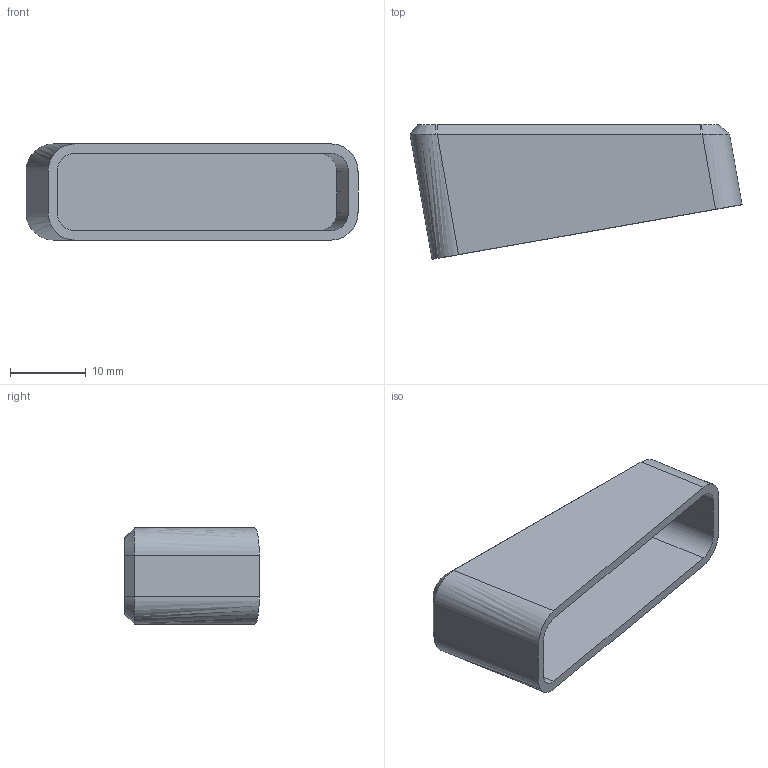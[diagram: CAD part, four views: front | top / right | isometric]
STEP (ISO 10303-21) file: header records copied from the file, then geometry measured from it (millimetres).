
FILE_DESCRIPTION(/* description */ (''),/* implementation_level */ '2;1');
FILE_NAME(/* name */ 'MAG FOLLOWER FINAL.step',/* time_stamp */ '2021-03-01T08:39:05-05:00',/* author */ (''),/* organization */ (''),/* preprocessor_version */ 'ST-DEVELOPER v18.1',/* originating_system */ 'Autodesk Translation Framework v9.7.0.1280',/* authorisation */ '');
FILE_SCHEMA (('AUTOMOTIVE_DESIGN { 1 0 10303 214 3 1 1 }'));
Length unit declared in the file: millimetre
Products named in the file (1): MAG FOLLOWER FINAL
Bounding box: 43.9 x 17.8 x 12.7 mm (x, y, z)
Volume: 3824.7 mm3; surface area: 3295.4 mm2
Topology: 1 solids, 1 shells, 34 faces, 87 edges, 56 vertices
Faces by surface type: plane 16, bspline 14, cylinder 4
Entity records: 1230 total; most frequent: CARTESIAN_POINT 438, ORIENTED_EDGE 174, DIRECTION 129, EDGE_CURVE 87, VERTEX_POINT 56, LINE 51, VECTOR 51, AXIS2_PLACEMENT_3D 39
